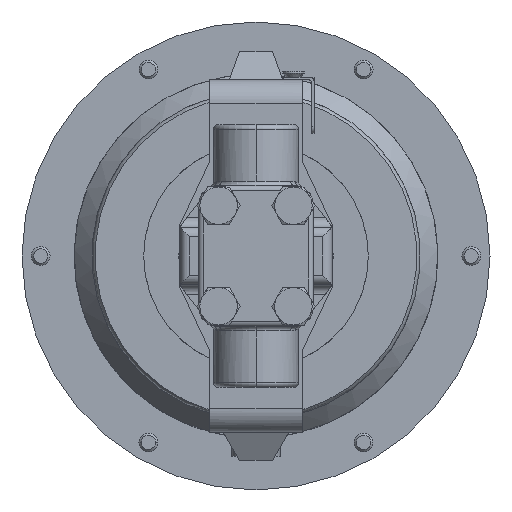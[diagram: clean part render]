
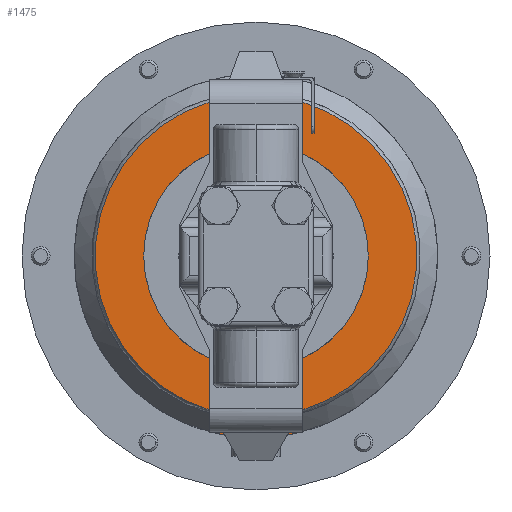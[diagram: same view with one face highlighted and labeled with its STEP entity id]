
A CAD part, front view. The second image highlights one B-rep face of the part: STEP entity #1475.
In plain terms, the highlighted planar face has unit normal (0, -1, 0).
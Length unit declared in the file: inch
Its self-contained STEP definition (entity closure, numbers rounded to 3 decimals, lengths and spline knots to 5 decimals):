
#538 = CARTESIAN_POINT ( 'NONE',  ( 1.74385, 9.88898, 0.67227 ) ) ;
#936 = AXIS2_PLACEMENT_3D ( 'NONE', #19550, #19572, #17388 ) ;
#1113 = AXIS2_PLACEMENT_3D ( 'NONE', #22905, #22864, #22899 ) ;
#1121 = ORIENTED_EDGE ( 'NONE', *, *, #21231, .F. ) ;
#1287 = LINE ( 'NONE', #24564, #27093 ) ;
#1475 = ADVANCED_FACE ( 'NONE', ( #5488, #5318 ), #7566, .F. ) ;
#2007 = CARTESIAN_POINT ( 'NONE',  ( 0.57385, 9.88898, 0.38286 ) ) ;
#2788 = ORIENTED_EDGE ( 'NONE', *, *, #22408, .T. ) ;
#2963 = VERTEX_POINT ( 'NONE', #19772 ) ;
#2968 = ORIENTED_EDGE ( 'NONE', *, *, #6404, .F. ) ;
#3411 = EDGE_LOOP ( 'NONE', ( #2968, #1121 ) ) ;
#3796 = CARTESIAN_POINT ( 'NONE',  ( 1.15885, 9.88898, 2.73985 ) ) ;
#3841 = DIRECTION ( 'NONE',  ( 0., -1., 0. ) ) ;
#3876 = DIRECTION ( 'NONE',  ( -1., 0., 0. ) ) ;
#4511 = DIRECTION ( 'NONE',  ( 0., 0., -1. ) ) ;
#4538 = EDGE_CURVE ( 'NONE', #30043, #2963, #29634, .T. ) ;
#4612 = ORIENTED_EDGE ( 'NONE', *, *, #4538, .T. ) ;
#5164 = CARTESIAN_POINT ( 'NONE',  ( 0.57385, 9.88898, 4.80742 ) ) ;
#5296 = CARTESIAN_POINT ( 'NONE',  ( -0.34115, 9.88898, 2.73985 ) ) ;
#5318 = FACE_OUTER_BOUND ( 'NONE', #20113, .T. ) ;
#5488 = FACE_BOUND ( 'NONE', #3411, .T. ) ;
#5858 = DIRECTION ( 'NONE',  ( 0., -1., 0. ) ) ;
#5867 = DIRECTION ( 'NONE',  ( 0., 0., -1. ) ) ;
#6252 = AXIS2_PLACEMENT_3D ( 'NONE', #11411, #11511, #11553 ) ;
#6265 = CARTESIAN_POINT ( 'NONE',  ( 1.15885, 9.88898, 2.73985 ) ) ;
#6330 = DIRECTION ( 'NONE',  ( 0., -1., 0. ) ) ;
#6338 = DIRECTION ( 'NONE',  ( 0., 0., -1. ) ) ;
#6404 = EDGE_CURVE ( 'NONE', #19993, #10316, #12364, .T. ) ;
#6423 = VERTEX_POINT ( 'NONE', #17762 ) ;
#6822 = CARTESIAN_POINT ( 'NONE',  ( 1.15885, 9.88898, 2.73985 ) ) ;
#7072 = AXIS2_PLACEMENT_3D ( 'NONE', #3796, #3841, #3876 ) ;
#7211 = ORIENTED_EDGE ( 'NONE', *, *, #14032, .T. ) ;
#7398 = EDGE_CURVE ( 'NONE', #11125, #27818, #13251, .T. ) ;
#7483 = ORIENTED_EDGE ( 'NONE', *, *, #19495, .T. ) ;
#7566 = PLANE ( 'NONE',  #19397 ) ;
#7787 = VERTEX_POINT ( 'NONE', #11900 ) ;
#8916 = CARTESIAN_POINT ( 'NONE',  ( 1.74385, 9.88898, 4.80742 ) ) ;
#9362 = CARTESIAN_POINT ( 'NONE',  ( 0.57385, 9.88898, 4.85286 ) ) ;
#9389 = DIRECTION ( 'NONE',  ( 0., 0., -1. ) ) ;
#10044 = ORIENTED_EDGE ( 'NONE', *, *, #21407, .T. ) ;
#10316 = VERTEX_POINT ( 'NONE', #18966 ) ;
#10869 = VECTOR ( 'NONE', #9389, 39.37008 ) ;
#11125 = VERTEX_POINT ( 'NONE', #5164 ) ;
#11141 = ORIENTED_EDGE ( 'NONE', *, *, #17596, .T. ) ;
#11411 = CARTESIAN_POINT ( 'NONE',  ( 1.15885, 9.88898, 2.73985 ) ) ;
#11511 = DIRECTION ( 'NONE',  ( 0., -1., 0. ) ) ;
#11553 = DIRECTION ( 'NONE',  ( 0., 0., -1. ) ) ;
#11726 = CARTESIAN_POINT ( 'NONE',  ( 1.74385, 9.88898, 4.85286 ) ) ;
#11811 = DIRECTION ( 'NONE',  ( 0., 0., 1. ) ) ;
#11900 = CARTESIAN_POINT ( 'NONE',  ( 0.57385, 9.88898, 4.85286 ) ) ;
#12364 = CIRCLE ( 'NONE', #17662, 1.5 ) ;
#13251 = CIRCLE ( 'NONE', #16042, 2.14874 ) ;
#14032 = EDGE_CURVE ( 'NONE', #6423, #7787, #19244, .T. ) ;
#14503 = LINE ( 'NONE', #9362, #10869 ) ;
#14902 = CARTESIAN_POINT ( 'NONE',  ( 0.57385, 9.88898, 0.67227 ) ) ;
#15749 = LINE ( 'NONE', #29723, #18287 ) ;
#16042 = AXIS2_PLACEMENT_3D ( 'NONE', #6265, #6330, #6338 ) ;
#17388 = DIRECTION ( 'NONE',  ( 0., 0., -1. ) ) ;
#17596 = EDGE_CURVE ( 'NONE', #24192, #17622, #25449, .T. ) ;
#17622 = VERTEX_POINT ( 'NONE', #8916 ) ;
#17662 = AXIS2_PLACEMENT_3D ( 'NONE', #20427, #20435, #20525 ) ;
#17762 = CARTESIAN_POINT ( 'NONE',  ( 1.74385, 9.88898, 4.85286 ) ) ;
#18287 = VECTOR ( 'NONE', #30067, 39.37008 ) ;
#18615 = CARTESIAN_POINT ( 'NONE',  ( 0.69885, 9.88898, 2.73985 ) ) ;
#18966 = CARTESIAN_POINT ( 'NONE',  ( 2.65885, 9.88898, 2.73985 ) ) ;
#19244 = CIRCLE ( 'NONE', #6252, 2.1925 ) ;
#19397 = AXIS2_PLACEMENT_3D ( 'NONE', #18615, #20935, #4511 ) ;
#19495 = EDGE_CURVE ( 'NONE', #27818, #24078, #14503, .T. ) ;
#19550 = CARTESIAN_POINT ( 'NONE',  ( 1.15885, 9.88898, 2.73985 ) ) ;
#19572 = DIRECTION ( 'NONE',  ( 0., -1., 0. ) ) ;
#19772 = CARTESIAN_POINT ( 'NONE',  ( 1.74385, 9.88898, 0.38286 ) ) ;
#19836 = DIRECTION ( 'NONE',  ( 0., 0., -1. ) ) ;
#19993 = VERTEX_POINT ( 'NONE', #5296 ) ;
#20113 = EDGE_LOOP ( 'NONE', ( #11141, #23244, #7211, #10044, #25972, #7483, #2788, #4612, #28735 ) ) ;
#20183 = EDGE_CURVE ( 'NONE', #2963, #24192, #15749, .T. ) ;
#20207 = CIRCLE ( 'NONE', #1113, 2.4285 ) ;
#20427 = CARTESIAN_POINT ( 'NONE',  ( 1.15885, 9.88898, 2.73985 ) ) ;
#20435 = DIRECTION ( 'NONE',  ( 0., -1., 0. ) ) ;
#20525 = DIRECTION ( 'NONE',  ( -1., 0., 0. ) ) ;
#20935 = DIRECTION ( 'NONE',  ( 0., 1., 0. ) ) ;
#21231 = EDGE_CURVE ( 'NONE', #10316, #19993, #27687, .T. ) ;
#21407 = EDGE_CURVE ( 'NONE', #7787, #11125, #1287, .T. ) ;
#22408 = EDGE_CURVE ( 'NONE', #24078, #30043, #20207, .T. ) ;
#22864 = DIRECTION ( 'NONE',  ( 0., -1., 0. ) ) ;
#22899 = DIRECTION ( 'NONE',  ( 0., 0., -1. ) ) ;
#22905 = CARTESIAN_POINT ( 'NONE',  ( 1.15885, 9.88898, 2.73985 ) ) ;
#23244 = ORIENTED_EDGE ( 'NONE', *, *, #29512, .T. ) ;
#23781 = VECTOR ( 'NONE', #11811, 39.37008 ) ;
#24078 = VERTEX_POINT ( 'NONE', #2007 ) ;
#24192 = VERTEX_POINT ( 'NONE', #538 ) ;
#24564 = CARTESIAN_POINT ( 'NONE',  ( 0.57385, 9.88898, 4.85286 ) ) ;
#25000 = AXIS2_PLACEMENT_3D ( 'NONE', #6822, #5858, #5867 ) ;
#25449 = CIRCLE ( 'NONE', #25000, 2.14874 ) ;
#25972 = ORIENTED_EDGE ( 'NONE', *, *, #7398, .T. ) ;
#26409 = CARTESIAN_POINT ( 'NONE',  ( 1.15885, 9.88898, 0.31135 ) ) ;
#27093 = VECTOR ( 'NONE', #19836, 39.37008 ) ;
#27687 = CIRCLE ( 'NONE', #7072, 1.5 ) ;
#27818 = VERTEX_POINT ( 'NONE', #14902 ) ;
#28735 = ORIENTED_EDGE ( 'NONE', *, *, #20183, .T. ) ;
#29512 = EDGE_CURVE ( 'NONE', #17622, #6423, #29981, .T. ) ;
#29634 = CIRCLE ( 'NONE', #936, 2.4285 ) ;
#29723 = CARTESIAN_POINT ( 'NONE',  ( 1.74385, 9.88898, 4.85286 ) ) ;
#29981 = LINE ( 'NONE', #11726, #23781 ) ;
#30043 = VERTEX_POINT ( 'NONE', #26409 ) ;
#30067 = DIRECTION ( 'NONE',  ( 0., 0., 1. ) ) ;
